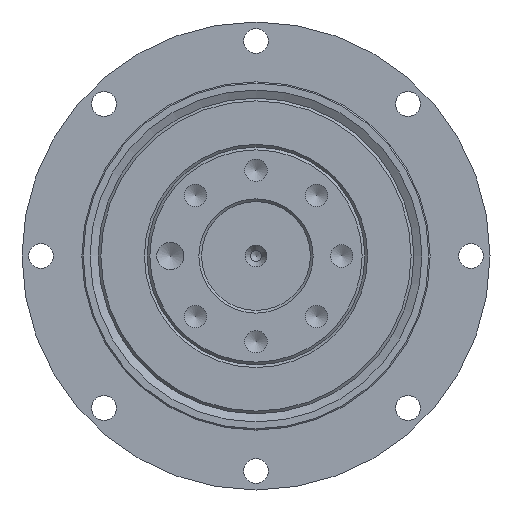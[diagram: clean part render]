
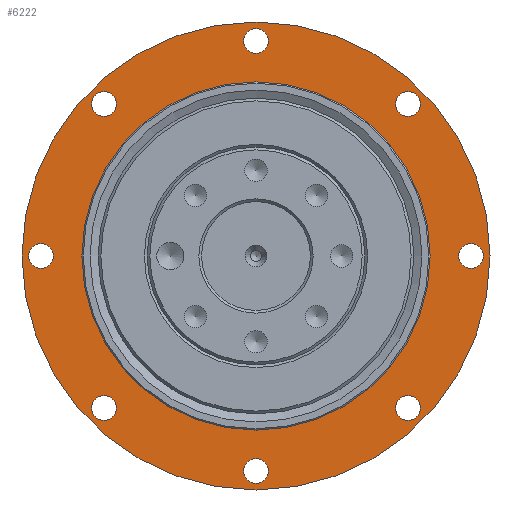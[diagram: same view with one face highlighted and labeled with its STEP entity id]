
A CAD part, left-side view. The second image highlights one B-rep face of the part: STEP entity #6222.
In plain terms, the highlighted planar face has unit normal (-1, 0, 0).
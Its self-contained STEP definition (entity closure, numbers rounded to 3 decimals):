
#941=PLANE('',#6926);
#1136=FACE_BOUND('',#2118,.T.);
#1137=FACE_BOUND('',#2119,.T.);
#1138=FACE_BOUND('',#2120,.T.);
#1139=FACE_BOUND('',#2121,.T.);
#1140=FACE_BOUND('',#2122,.T.);
#1141=FACE_BOUND('',#2123,.T.);
#1142=FACE_BOUND('',#2124,.T.);
#1143=FACE_BOUND('',#2125,.T.);
#1144=FACE_BOUND('',#2126,.T.);
#1541=FACE_OUTER_BOUND('',#2117,.T.);
#2117=EDGE_LOOP('',(#5111));
#2118=EDGE_LOOP('',(#5112));
#2119=EDGE_LOOP('',(#5113));
#2120=EDGE_LOOP('',(#5114));
#2121=EDGE_LOOP('',(#5115));
#2122=EDGE_LOOP('',(#5116));
#2123=EDGE_LOOP('',(#5117));
#2124=EDGE_LOOP('',(#5118));
#2125=EDGE_LOOP('',(#5119));
#2126=EDGE_LOOP('',(#5120));
#2637=CIRCLE('',#6925,43.);
#2638=CIRCLE('',#6927,2.25);
#2639=CIRCLE('',#6928,2.25);
#2640=CIRCLE('',#6929,2.25);
#2641=CIRCLE('',#6930,2.25);
#2642=CIRCLE('',#6931,2.25);
#2643=CIRCLE('',#6932,2.25);
#2644=CIRCLE('',#6933,2.25);
#2645=CIRCLE('',#6934,2.25);
#2646=CIRCLE('',#6935,32.);
#3132=VERTEX_POINT('',#10577);
#3133=VERTEX_POINT('',#10580);
#3134=VERTEX_POINT('',#10582);
#3135=VERTEX_POINT('',#10584);
#3136=VERTEX_POINT('',#10586);
#3137=VERTEX_POINT('',#10588);
#3138=VERTEX_POINT('',#10590);
#3139=VERTEX_POINT('',#10592);
#3140=VERTEX_POINT('',#10594);
#3141=VERTEX_POINT('',#10596);
#3846=EDGE_CURVE('',#3132,#3132,#2637,.T.);
#3847=EDGE_CURVE('',#3133,#3133,#2638,.T.);
#3848=EDGE_CURVE('',#3134,#3134,#2639,.T.);
#3849=EDGE_CURVE('',#3135,#3135,#2640,.T.);
#3850=EDGE_CURVE('',#3136,#3136,#2641,.T.);
#3851=EDGE_CURVE('',#3137,#3137,#2642,.T.);
#3852=EDGE_CURVE('',#3138,#3138,#2643,.T.);
#3853=EDGE_CURVE('',#3139,#3139,#2644,.T.);
#3854=EDGE_CURVE('',#3140,#3140,#2645,.T.);
#3855=EDGE_CURVE('',#3141,#3141,#2646,.T.);
#5111=ORIENTED_EDGE('',*,*,#3846,.F.);
#5112=ORIENTED_EDGE('',*,*,#3847,.T.);
#5113=ORIENTED_EDGE('',*,*,#3848,.T.);
#5114=ORIENTED_EDGE('',*,*,#3849,.T.);
#5115=ORIENTED_EDGE('',*,*,#3850,.T.);
#5116=ORIENTED_EDGE('',*,*,#3851,.T.);
#5117=ORIENTED_EDGE('',*,*,#3852,.T.);
#5118=ORIENTED_EDGE('',*,*,#3853,.T.);
#5119=ORIENTED_EDGE('',*,*,#3854,.T.);
#5120=ORIENTED_EDGE('',*,*,#3855,.T.);
#6222=ADVANCED_FACE('',(#1541,#1136,#1137,#1138,#1139,#1140,#1141,#1142,
#1143,#1144),#941,.T.);
#6925=AXIS2_PLACEMENT_3D('',#10578,#8460,#8461);
#6926=AXIS2_PLACEMENT_3D('',#10579,#8462,#8463);
#6927=AXIS2_PLACEMENT_3D('',#10581,#8464,#8465);
#6928=AXIS2_PLACEMENT_3D('',#10583,#8466,#8467);
#6929=AXIS2_PLACEMENT_3D('',#10585,#8468,#8469);
#6930=AXIS2_PLACEMENT_3D('',#10587,#8470,#8471);
#6931=AXIS2_PLACEMENT_3D('',#10589,#8472,#8473);
#6932=AXIS2_PLACEMENT_3D('',#10591,#8474,#8475);
#6933=AXIS2_PLACEMENT_3D('',#10593,#8476,#8477);
#6934=AXIS2_PLACEMENT_3D('',#10595,#8478,#8479);
#6935=AXIS2_PLACEMENT_3D('',#10597,#8480,#8481);
#8460=DIRECTION('center_axis',(1.,0.,0.));
#8461=DIRECTION('ref_axis',(0.,0.,
-1.));
#8462=DIRECTION('center_axis',(-1.,0.,0.));
#8463=DIRECTION('ref_axis',(0.,0.,
1.));
#8464=DIRECTION('center_axis',(1.,0.,0.));
#8465=DIRECTION('ref_axis',(0.,-0.707,-0.707));
#8466=DIRECTION('center_axis',(1.,0.,0.));
#8467=DIRECTION('ref_axis',(0.,-1.,0.));
#8468=DIRECTION('center_axis',(1.,0.,0.));
#8469=DIRECTION('ref_axis',(0.,-0.707,0.707));
#8470=DIRECTION('center_axis',(1.,0.,0.));
#8471=DIRECTION('ref_axis',(0.,0.,
1.));
#8472=DIRECTION('center_axis',(1.,0.,0.));
#8473=DIRECTION('ref_axis',(0.,0.707,0.707));
#8474=DIRECTION('center_axis',(1.,0.,0.));
#8475=DIRECTION('ref_axis',(0.,1.,0.));
#8476=DIRECTION('center_axis',(1.,0.,0.));
#8477=DIRECTION('ref_axis',(0.,0.707,-0.707));
#8478=DIRECTION('center_axis',(1.,0.,0.));
#8479=DIRECTION('ref_axis',(0.,0.,
-1.));
#8480=DIRECTION('center_axis',(1.,0.,0.));
#8481=DIRECTION('ref_axis',(0.,0.,
-1.));
#10577=CARTESIAN_POINT('',(-4.016,23.75,20.382));
#10578=CARTESIAN_POINT('Origin',(-4.016,-19.25,20.382));
#10579=CARTESIAN_POINT('Origin',(-4.016,23.75,20.382));
#10580=CARTESIAN_POINT('',(-4.016,10.271,-5.958));
#10581=CARTESIAN_POINT('Origin',(-4.016,8.68,-7.549));
#10582=CARTESIAN_POINT('',(-4.016,-17.,-19.118));
#10583=CARTESIAN_POINT('Origin',(-4.016,-19.25,-19.118));
#10584=CARTESIAN_POINT('',(-4.016,-45.59,-9.14));
#10585=CARTESIAN_POINT('Origin',(-4.016,-47.181,-7.549));
#10586=CARTESIAN_POINT('',(-4.016,-58.75,18.132));
#10587=CARTESIAN_POINT('Origin',(-4.016,-58.75,20.382));
#10588=CARTESIAN_POINT('',(-4.016,-48.772,46.721));
#10589=CARTESIAN_POINT('Origin',(-4.016,-47.181,48.312));
#10590=CARTESIAN_POINT('',(-4.016,-21.5,59.882));
#10591=CARTESIAN_POINT('Origin',(-4.016,-19.25,59.882));
#10592=CARTESIAN_POINT('',(-4.016,7.089,49.903));
#10593=CARTESIAN_POINT('Origin',(-4.016,8.68,48.312));
#10594=CARTESIAN_POINT('',(-4.016,20.25,22.632));
#10595=CARTESIAN_POINT('Origin',(-4.016,20.25,20.382));
#10596=CARTESIAN_POINT('',(-4.016,12.75,20.382));
#10597=CARTESIAN_POINT('Origin',(-4.016,-19.25,20.382));
